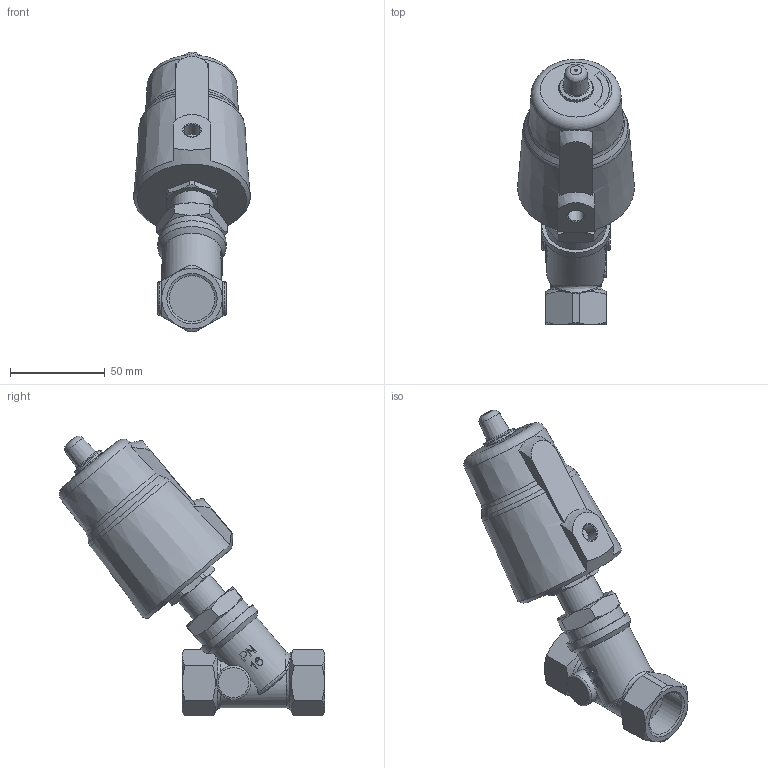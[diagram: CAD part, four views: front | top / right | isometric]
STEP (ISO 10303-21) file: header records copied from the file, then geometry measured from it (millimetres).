
FILE_DESCRIPTION(/* description */ ('3D-Modell'),/* implementation_level */ '2;1');
FILE_NAME(/* name */ '063.001736_A6324-1104-7105.stp',/* time_stamp */ '2021-07-09T07:33:34+02:00',/* author */ ('LBirkmann'),/* organization */ (''),/* preprocessor_version */ 'ST-DEVELOPER v16.1',/* originating_system */ 'Autodesk Inventor 2016',/* authorisation */ '');
FILE_SCHEMA (('AUTOMOTIVE_DESIGN { 1 0 10303 214 3 1 1 }'));
Length unit declared in the file: millimetre
Products named in the file (1): 87-016964
Bounding box: 61.29 x 139.83 x 147.51 mm (x, y, z)
Volume: 282860 mm3; surface area: 37177.4 mm2
Topology: 1 solids, 1 shells, 232 faces, 596 edges, 384 vertices
Faces by surface type: plane 86, bspline 49, cone 46, cylinder 33, torus 16, sphere 2
Full cylindrical faces by diameter (mm): 1.5 x1, 8.566 x1, 13.2 x1, 18 x2, 18.2 x1, 22 x1, 24.117 x2, 32 x1, 36 x1
Entity records: 17841 total; most frequent: CARTESIAN_POINT 13067, ORIENTED_EDGE 1104, DIRECTION 785, EDGE_CURVE 552, VERTEX_POINT 370, AXIS2_PLACEMENT_3D 320, EDGE_LOOP 280, FACE_OUTER_BOUND 232
